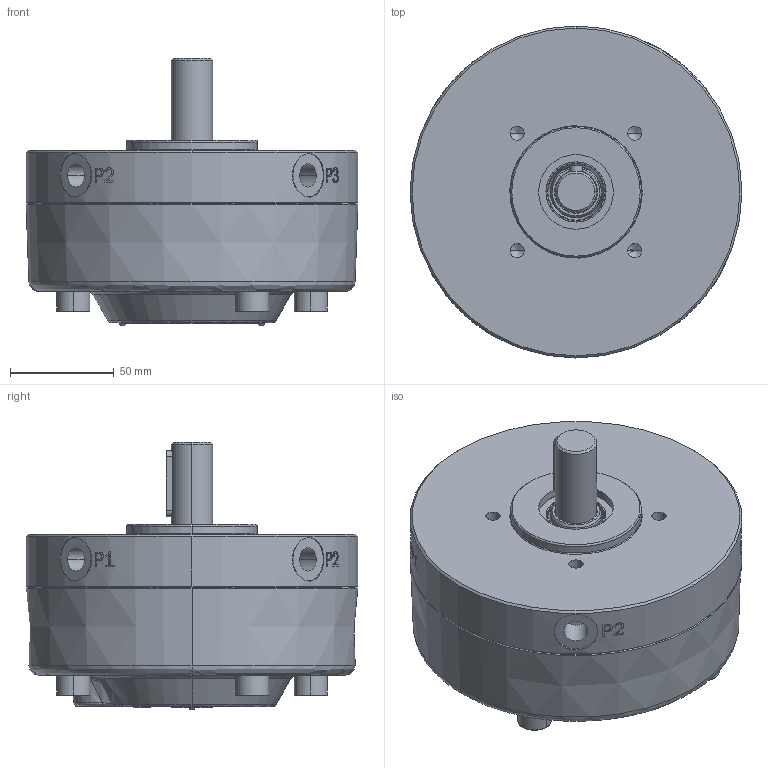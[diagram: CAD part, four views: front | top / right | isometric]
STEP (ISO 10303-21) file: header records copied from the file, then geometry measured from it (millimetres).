
FILE_DESCRIPTION (( 'STEP AP214' ), '1' );
FILE_NAME ('MRK701_4x1 piston.STEP', '2021-03-12T07:55:25', ( '' ), ( '' ), 'SwSTEP 2.0', 'SolidWorks 2020', '' );
FILE_SCHEMA (( 'AUTOMOTIVE_DESIGN' ));
Length unit declared in the file: millimetre
Products named in the file (1): MRK701_4x1 piston
Bounding box: 160 x 160 x 129.1 mm (x, y, z)
Volume: 1447564.4 mm3; surface area: 102542 mm2
Topology: 1 solids, 22 shells, 952 faces, 2310 edges, 1481 vertices
Faces by surface type: plane 428, bspline 301, cylinder 151, cone 68, torus 4
Entity records: 46771 total; most frequent: CARTESIAN_POINT 26282, ORIENTED_EDGE 4604, DIRECTION 3583, EDGE_CURVE 2302, VERTEX_POINT 1481, AXIS2_PLACEMENT_3D 1210, LINE 1163, VECTOR 1163
